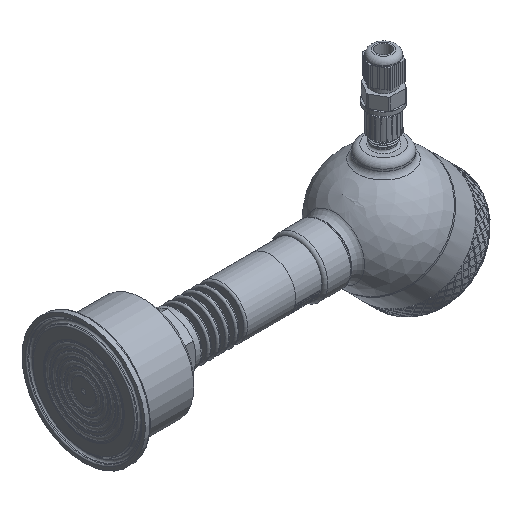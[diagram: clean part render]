
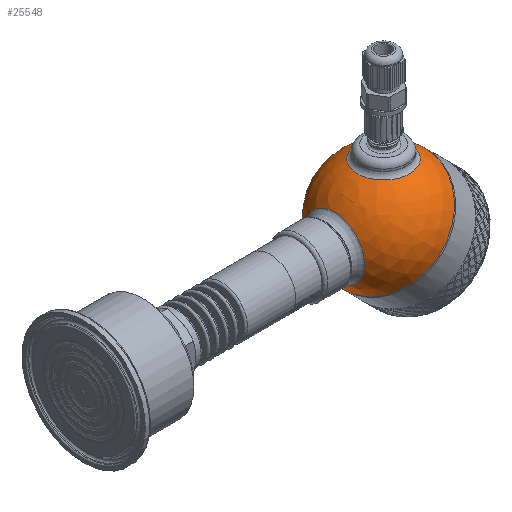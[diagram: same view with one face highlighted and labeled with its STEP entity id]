
A CAD part, isometric view. The second image highlights one B-rep face of the part: STEP entity #25548.
In plain terms, the highlighted spherical face has radius 30 mm.
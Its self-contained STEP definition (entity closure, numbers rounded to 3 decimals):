
#60=SPHERICAL_SURFACE('',#27212,30.);
#1059=FACE_BOUND('',#3793,.T.);
#1060=FACE_BOUND('',#3794,.T.);
#2113=FACE_OUTER_BOUND('',#3792,.T.);
#3792=EDGE_LOOP('',(#19075,#19076,#19077,#19078));
#3793=EDGE_LOOP('',(#19079));
#3794=EDGE_LOOP('',(#19080));
#5412=CIRCLE('',#27209,15.643);
#5415=CIRCLE('',#27213,30.);
#5416=CIRCLE('',#27214,30.);
#5417=CIRCLE('',#27215,30.);
#5418=CIRCLE('',#27216,13.5);
#10790=VERTEX_POINT('',#48880);
#10792=VERTEX_POINT('',#48886);
#10793=VERTEX_POINT('',#48887);
#10794=VERTEX_POINT('',#48889);
#10795=VERTEX_POINT('',#48892);
#13865=EDGE_CURVE('',#10790,#10790,#5412,.T.);
#13868=EDGE_CURVE('',#10792,#10793,#5415,.T.);
#13869=EDGE_CURVE('',#10792,#10794,#5416,.T.);
#13870=EDGE_CURVE('',#10793,#10792,#5417,.T.);
#13871=EDGE_CURVE('',#10795,#10795,#5418,.T.);
#19075=ORIENTED_EDGE('',*,*,#13868,.F.);
#19076=ORIENTED_EDGE('',*,*,#13869,.T.);
#19077=ORIENTED_EDGE('',*,*,#13869,.F.);
#19078=ORIENTED_EDGE('',*,*,#13870,.F.);
#19079=ORIENTED_EDGE('',*,*,#13865,.F.);
#19080=ORIENTED_EDGE('',*,*,#13871,.F.);
#25548=ADVANCED_FACE('',(#2113,#1059,#1060),#60,.T.);
#27209=AXIS2_PLACEMENT_3D('',#48881,#29307,#29308);
#27212=AXIS2_PLACEMENT_3D('',#48885,#29313,#29314);
#27213=AXIS2_PLACEMENT_3D('',#48888,#29315,#29316);
#27214=AXIS2_PLACEMENT_3D('',#48890,#29317,#29318);
#27215=AXIS2_PLACEMENT_3D('',#48891,#29319,#29320);
#27216=AXIS2_PLACEMENT_3D('',#48893,#29321,#29322);
#29307=DIRECTION('center_axis',(-0.707,0.,0.707));
#29308=DIRECTION('ref_axis',(0.707,0.,0.707));
#29313=DIRECTION('center_axis',(1.,0.,0.));
#29314=DIRECTION('ref_axis',(0.,-1.,0.));
#29315=DIRECTION('center_axis',(1.,0.,0.));
#29316=DIRECTION('ref_axis',(0.,1.,0.));
#29317=DIRECTION('center_axis',(0.,0.,1.));
#29318=DIRECTION('ref_axis',(0.,1.,0.));
#29319=DIRECTION('center_axis',(1.,0.,0.));
#29320=DIRECTION('ref_axis',(0.,1.,0.));
#29321=DIRECTION('center_axis',(-0.707,0.,-0.707));
#29322=DIRECTION('ref_axis',(-0.707,0.,0.707));
#48880=CARTESIAN_POINT('',(-29.162,0.,7.04));
#48881=CARTESIAN_POINT('Origin',(-18.101,0.,18.101));
#48885=CARTESIAN_POINT('Origin',(0.,0.,0.));
#48886=CARTESIAN_POINT('',(0.,30.,0.));
#48887=CARTESIAN_POINT('',(0.,-30.,0.));
#48888=CARTESIAN_POINT('Origin',(0.,0.,0.));
#48889=CARTESIAN_POINT('',(-30.,0.,0.));
#48890=CARTESIAN_POINT('Origin',(0.,0.,0.));
#48891=CARTESIAN_POINT('Origin',(0.,0.,0.));
#48892=CARTESIAN_POINT('',(-9.398,0.,-28.49));
#48893=CARTESIAN_POINT('Origin',(-18.944,0.,-18.944));
